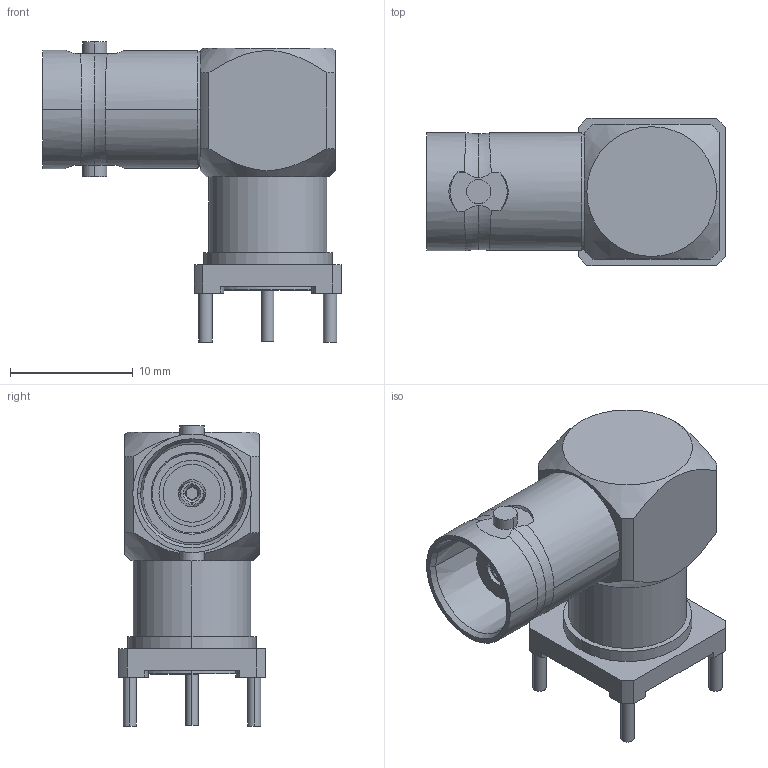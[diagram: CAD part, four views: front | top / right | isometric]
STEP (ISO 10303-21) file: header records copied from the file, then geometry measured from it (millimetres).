
FILE_DESCRIPTION (( 'STEP AP203' ), '1' );
FILE_NAME ('R141.665.000D.STEP', '2014-12-08T10:32:15', ( '' ), ( '' ), 'SwSTEP 2.0', 'SolidWorks 2014', '' );
FILE_SCHEMA (( 'CONFIG_CONTROL_DESIGN' ));
Length unit declared in the file: metre
Products named in the file (1): R141.665.000D
Bounding box: 24.38 x 12 x 24.5 mm (x, y, z)
Volume: 2596.8 mm3; surface area: 1993.7 mm2
Topology: 1 solids, 1 shells, 137 faces, 336 edges, 218 vertices
Faces by surface type: cylinder 50, plane 49, cone 34, torus 4
Entity records: 4465 total; most frequent: CARTESIAN_POINT 1162, DIRECTION 684, ORIENTED_EDGE 672, EDGE_CURVE 336, AXIS2_PLACEMENT_3D 282, VERTEX_POINT 218, EDGE_LOOP 154, CIRCLE 144
